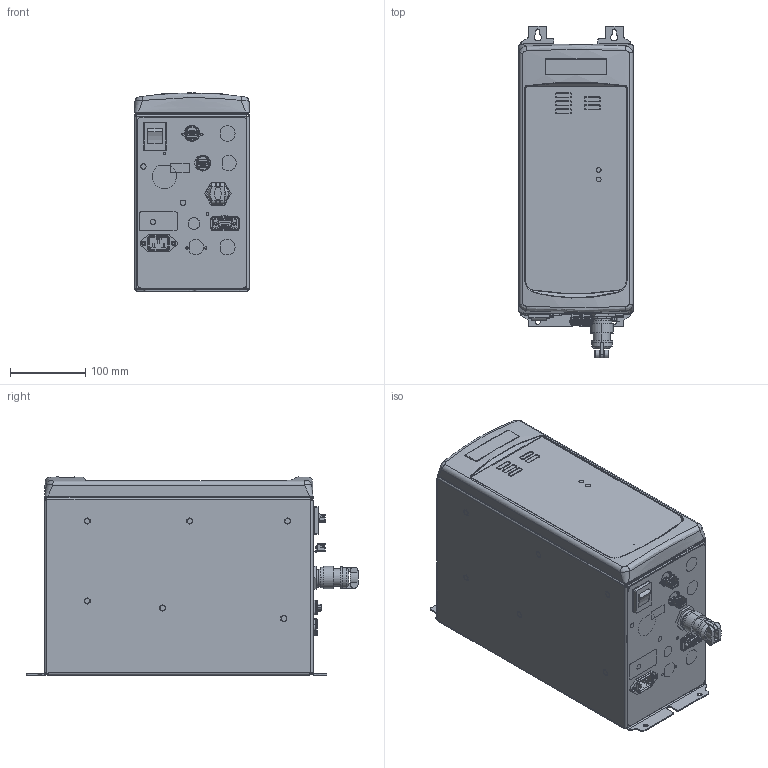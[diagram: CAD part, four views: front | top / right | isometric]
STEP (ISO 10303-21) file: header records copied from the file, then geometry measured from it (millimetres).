
FILE_DESCRIPTION((''),'2;1');
FILE_NAME('QB0201','2014-09-25T',('VST0704'),(''),'PRO/ENGINEER BY PARAMETRIC TECHNOLOGY CORPORATION, 2010430','PRO/ENGINEER BY PARAMETRIC TECHNOLOGY CORPORATION, 2010430','');
FILE_SCHEMA(('CONFIG_CONTROL_DESIGN'));
Products named in the file (1): QB0201
Bounding box: 152.48 x 441.5 x 263.45 mm (x, y, z)
Surface area: 1150384.9 mm2 (no closed solid volume)
Topology: 0 solids, 392 shells, 3004 faces, 13517 edges, 10574 vertices
Faces by surface type: plane 1585, cylinder 851, cone 220, bspline 215, torus 82, sphere 27, extrusion 24
Entity records: 161349 total; most frequent: CARTESIAN_POINT 57310, DIRECTION 19894, ORIENTED_EDGE 18854, EDGE_CURVE 13462, VERTEX_POINT 10574, VECTOR 8552, LINE 8528, AXIS2_PLACEMENT_3D 5671
